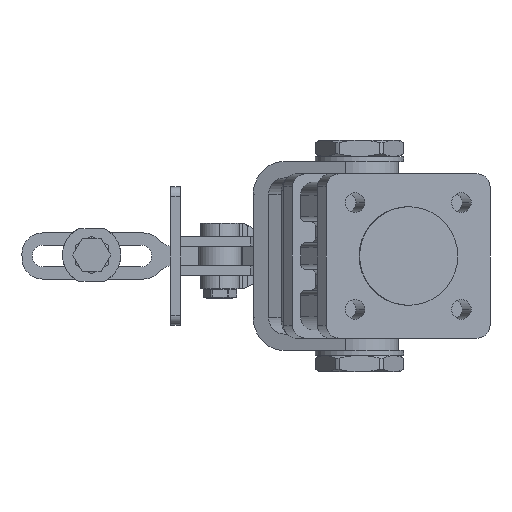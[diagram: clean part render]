
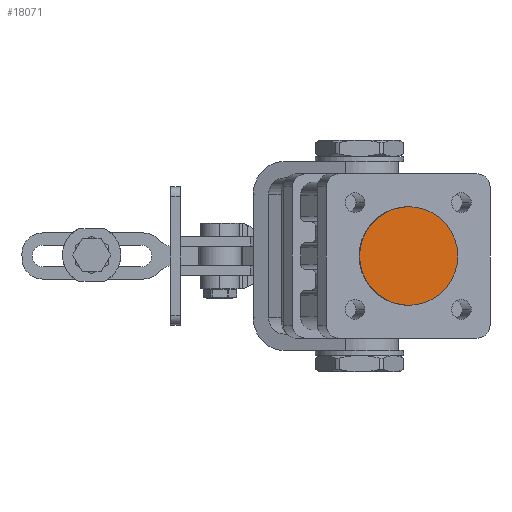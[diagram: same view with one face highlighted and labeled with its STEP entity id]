
A CAD part, front view. The second image highlights one B-rep face of the part: STEP entity #18071.
In plain terms, the highlighted planar face has unit normal (0.084, -0.996, 0).
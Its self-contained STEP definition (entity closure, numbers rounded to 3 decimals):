
#181 = FACE_OUTER_BOUND ( 'NONE', #15099, .T. ) ;
#3331 = CIRCLE ( 'NONE', #20522, 15. ) ;
#3420 = CARTESIAN_POINT ( 'NONE',  ( 211.356, -151.26, 0. ) ) ;
#4358 = CARTESIAN_POINT ( 'NONE',  ( 195.05, -152.64, 0. ) ) ;
#4863 = ORIENTED_EDGE ( 'NONE', *, *, #10983, .F. ) ;
#5142 = DIRECTION ( 'NONE',  ( -0.084, 0.996, 0. ) ) ;
#6547 = ORIENTED_EDGE ( 'NONE', *, *, #21142, .F. ) ;
#7457 = VERTEX_POINT ( 'NONE', #4358 ) ;
#9438 = DIRECTION ( 'NONE',  ( -0.084, 0.996, 0. ) ) ;
#10026 = CARTESIAN_POINT ( 'NONE',  ( 209.997, -151.375, 0. ) ) ;
#10983 = EDGE_CURVE ( 'NONE', #16776, #7457, #3331, .T. ) ;
#11278 = CARTESIAN_POINT ( 'NONE',  ( 224.943, -150.111, 0. ) ) ;
#11764 = DIRECTION ( 'NONE',  ( -0.996, -0.084, 0. ) ) ;
#13700 = PLANE ( 'NONE',  #15448 ) ;
#15099 = EDGE_LOOP ( 'NONE', ( #6547, #4863 ) ) ;
#15448 = AXIS2_PLACEMENT_3D ( 'NONE', #3420, #5142, #17193 ) ;
#15783 = AXIS2_PLACEMENT_3D ( 'NONE', #10026, #22053, #11764 ) ;
#16776 = VERTEX_POINT ( 'NONE', #11278 ) ;
#17193 = DIRECTION ( 'NONE',  ( -0.996, -0.084, 0. ) ) ;
#18071 = ADVANCED_FACE ( 'NONE', ( #181 ), #13700, .F. ) ;
#19705 = CARTESIAN_POINT ( 'NONE',  ( 209.997, -151.375, 0. ) ) ;
#20522 = AXIS2_PLACEMENT_3D ( 'NONE', #19705, #9438, #21438 ) ;
#21142 = EDGE_CURVE ( 'NONE', #7457, #16776, #21341, .T. ) ;
#21341 = CIRCLE ( 'NONE', #15783, 15. ) ;
#21438 = DIRECTION ( 'NONE',  ( -0.996, -0.084, 0. ) ) ;
#22053 = DIRECTION ( 'NONE',  ( -0.084, 0.996, 0. ) ) ;
